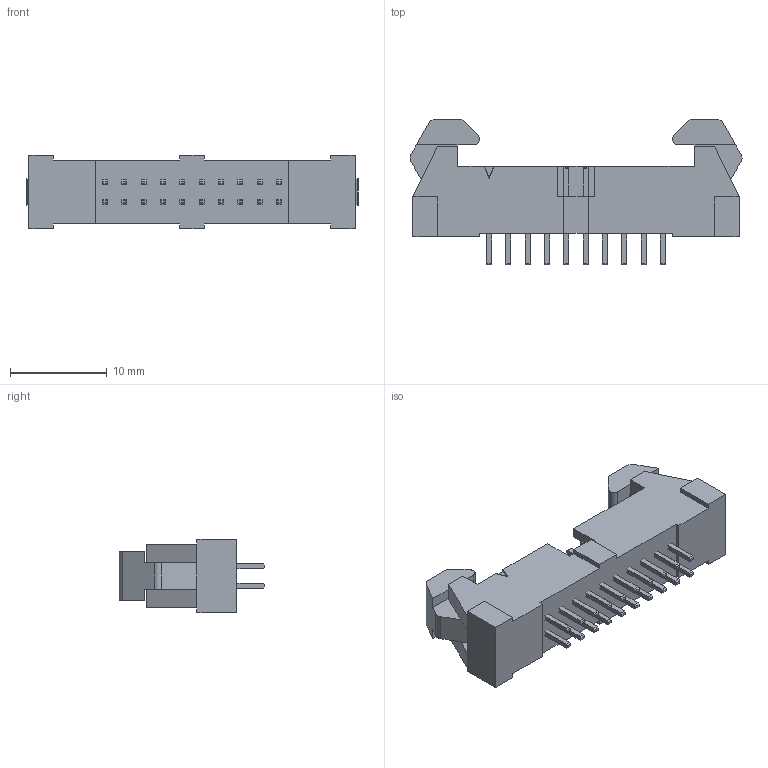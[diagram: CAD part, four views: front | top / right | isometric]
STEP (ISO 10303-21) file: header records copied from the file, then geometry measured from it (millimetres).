
FILE_DESCRIPTION(/* description */ ('STEP AP214'),/* implementation_level */ '2;1');
FILE_NAME(/* name */ 'EHT-110-01-F-D',/* time_stamp */ '2025-12-18T03:54:46+01:00',/* author */ ('License CC BY-ND 4.0'),/* organization */ ('CADENAS'),/* preprocessor_version */ 'ST-DEVELOPER v20',/* originating_system */ 'PARTsolutions',/* authorisation */ ' ');
FILE_SCHEMA (('AUTOMOTIVE_DESIGN {1 0 10303 214 3 1 1}'));
Length unit declared in the file: inch
Products named in the file (5): EHT-110-01-F-D; EHT-110-01-D_header; EHT-First_Position_Indicator; C-95-01-10-F-D-; C-95-01-10-F-D-22
Assembly tree (4 placements, depth 2):
  EHT-110-01-F-D
    EHT-110-01-D_header
    EHT-First_Position_Indicator
    C-95-01-10-F-D-
    C-95-01-10-F-D-22
Bounding box: 34.38 x 15.09 x 7.62 mm (x, y, z)
Volume: 1534 mm3; surface area: 2145.4 mm2
Topology: 4 solids, 4 shells, 345 faces, 995 edges, 658 vertices
Faces by surface type: plane 337, cylinder 8
Entity records: 11209 total; most frequent: CARTESIAN_POINT 2003, ORIENTED_EDGE 1990, DIRECTION 1711, EDGE_CURVE 995, LINE 979, VECTOR 979, VERTEX_POINT 658, AXIS2_PLACEMENT_3D 366
